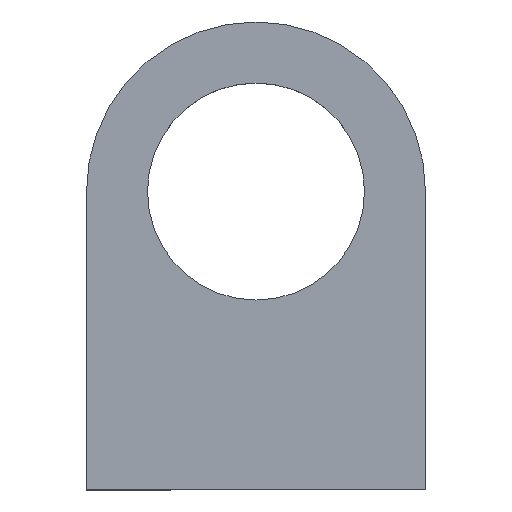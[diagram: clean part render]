
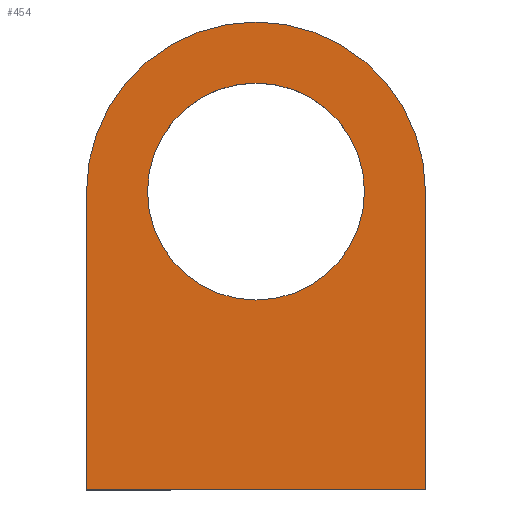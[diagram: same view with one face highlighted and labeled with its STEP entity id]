
A CAD part, top view. The second image highlights one B-rep face of the part: STEP entity #454.
In plain terms, the highlighted planar face has unit normal (0, 0, 1).
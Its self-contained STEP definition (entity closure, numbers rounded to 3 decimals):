
#5 = CARTESIAN_POINT ( 'NONE',  ( -25., 44., 10. ) ) ;
#13 = EDGE_LOOP ( 'NONE', ( #171, #66, #162, #451 ) ) ;
#14 = AXIS2_PLACEMENT_3D ( 'NONE', #444, #529, #221 ) ;
#27 = CIRCLE ( 'NONE', #84, 16. ) ;
#42 = CIRCLE ( 'NONE', #436, 25. ) ;
#48 = LINE ( 'NONE', #190, #401 ) ;
#66 = ORIENTED_EDGE ( 'NONE', *, *, #484, .T. ) ;
#84 = AXIS2_PLACEMENT_3D ( 'NONE', #5, #187, #356 ) ;
#100 = CARTESIAN_POINT ( 'NONE',  ( 0., 0., 10. ) ) ;
#111 = ORIENTED_EDGE ( 'NONE', *, *, #387, .F. ) ;
#125 = EDGE_CURVE ( 'NONE', #487, #311, #371, .T. ) ;
#145 = FACE_OUTER_BOUND ( 'NONE', #13, .T. ) ;
#162 = ORIENTED_EDGE ( 'NONE', *, *, #384, .T. ) ;
#165 = DIRECTION ( 'NONE',  ( 0., 1., 0. ) ) ;
#171 = ORIENTED_EDGE ( 'NONE', *, *, #125, .T. ) ;
#185 = DIRECTION ( 'NONE',  ( 0., 0., 1. ) ) ;
#187 = DIRECTION ( 'NONE',  ( 0., 0., 1. ) ) ;
#190 = CARTESIAN_POINT ( 'NONE',  ( -50., 0., 10. ) ) ;
#191 = DIRECTION ( 'NONE',  ( 1., 0., 0. ) ) ;
#196 = CIRCLE ( 'NONE', #14, 16. ) ;
#221 = DIRECTION ( 'NONE',  ( 1., 0., 0. ) ) ;
#232 = VECTOR ( 'NONE', #520, 1000. ) ;
#237 = AXIS2_PLACEMENT_3D ( 'NONE', #319, #185, #316 ) ;
#288 = CARTESIAN_POINT ( 'NONE',  ( -41., 44., 10. ) ) ;
#311 = VERTEX_POINT ( 'NONE', #428 ) ;
#316 = DIRECTION ( 'NONE',  ( 1., 0., 0. ) ) ;
#319 = CARTESIAN_POINT ( 'NONE',  ( -25., 44., 10. ) ) ;
#349 = CARTESIAN_POINT ( 'NONE',  ( 0., 0., 10. ) ) ;
#352 = PLANE ( 'NONE',  #237 ) ;
#356 = DIRECTION ( 'NONE',  ( 1., 0., 0. ) ) ;
#366 = VERTEX_POINT ( 'NONE', #524 ) ;
#369 = VECTOR ( 'NONE', #165, 1000. ) ;
#371 = LINE ( 'NONE', #543, #369 ) ;
#384 = EDGE_CURVE ( 'NONE', #366, #534, #48, .T. ) ;
#387 = EDGE_CURVE ( 'NONE', #545, #456, #27, .T. ) ;
#400 = DIRECTION ( 'NONE',  ( 0., -1., 0. ) ) ;
#401 = VECTOR ( 'NONE', #400, 1000. ) ;
#402 = ORIENTED_EDGE ( 'NONE', *, *, #420, .F. ) ;
#403 = EDGE_LOOP ( 'NONE', ( #111, #402 ) ) ;
#420 = EDGE_CURVE ( 'NONE', #456, #545, #196, .T. ) ;
#427 = CARTESIAN_POINT ( 'NONE',  ( -50., 0., 10. ) ) ;
#428 = CARTESIAN_POINT ( 'NONE',  ( 0., 44., 10. ) ) ;
#436 = AXIS2_PLACEMENT_3D ( 'NONE', #485, #483, #191 ) ;
#440 = CARTESIAN_POINT ( 'NONE',  ( -9., 44., 10. ) ) ;
#444 = CARTESIAN_POINT ( 'NONE',  ( -25., 44., 10. ) ) ;
#451 = ORIENTED_EDGE ( 'NONE', *, *, #503, .T. ) ;
#454 = ADVANCED_FACE ( 'NONE', ( #145, #486 ), #352, .T. ) ;
#456 = VERTEX_POINT ( 'NONE', #440 ) ;
#483 = DIRECTION ( 'NONE',  ( 0., 0., 1. ) ) ;
#484 = EDGE_CURVE ( 'NONE', #311, #366, #42, .T. ) ;
#485 = CARTESIAN_POINT ( 'NONE',  ( -25., 44., 10. ) ) ;
#486 = FACE_BOUND ( 'NONE', #403, .T. ) ;
#487 = VERTEX_POINT ( 'NONE', #100 ) ;
#503 = EDGE_CURVE ( 'NONE', #534, #487, #531, .T. ) ;
#520 = DIRECTION ( 'NONE',  ( 1., 0., 0. ) ) ;
#524 = CARTESIAN_POINT ( 'NONE',  ( -50., 44., 10. ) ) ;
#529 = DIRECTION ( 'NONE',  ( 0., 0., 1. ) ) ;
#531 = LINE ( 'NONE', #349, #232 ) ;
#534 = VERTEX_POINT ( 'NONE', #427 ) ;
#543 = CARTESIAN_POINT ( 'NONE',  ( 0., 0., 10. ) ) ;
#545 = VERTEX_POINT ( 'NONE', #288 ) ;
